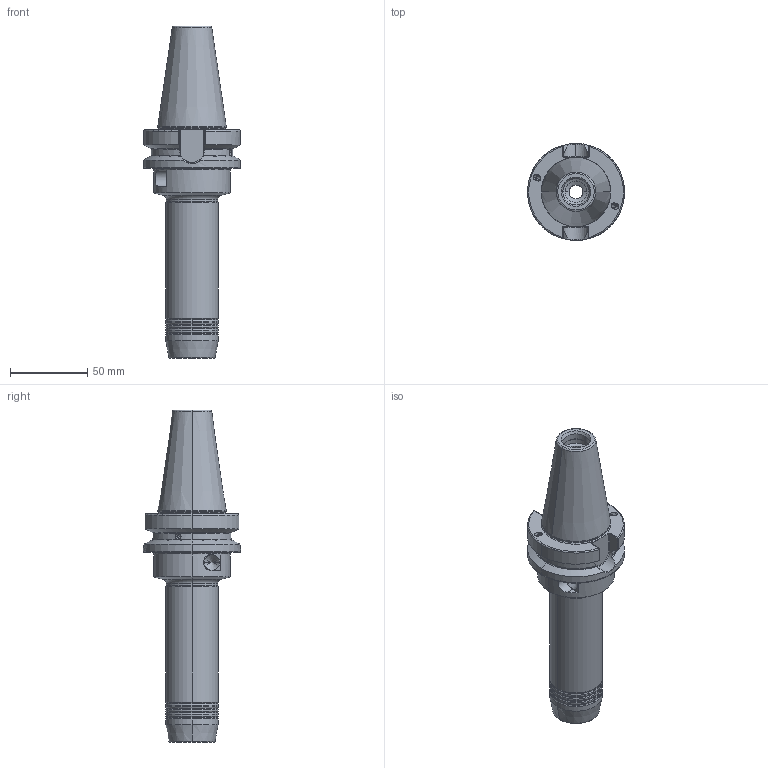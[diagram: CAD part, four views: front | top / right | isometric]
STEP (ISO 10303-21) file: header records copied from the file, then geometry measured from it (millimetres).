
FILE_DESCRIPTION (( 'STEP AP214' ), '1' );
FILE_NAME ('77.403.014 x150_step.STEP', '2022-06-22T05:18:24', ( '' ), ( '' ), 'SwSTEP 2.0', 'SolidWorks 2018', '' );
FILE_SCHEMA (( 'AUTOMOTIVE_DESIGN' ));
Length unit declared in the file: millimetre
Products named in the file (1): 77.403.014 x150_step
Bounding box: 62.95 x 62.95 x 215.4 mm (x, y, z)
Volume: 234933.3 mm3; surface area: 40752.3 mm2
Topology: 1 solids, 1 shells, 183 faces, 447 edges, 263 vertices
Faces by surface type: cylinder 64, cone 44, torus 42, plane 27, bspline 6
Entity records: 7522 total; most frequent: CARTESIAN_POINT 2805, DIRECTION 924, ORIENTED_EDGE 890, EDGE_CURVE 445, AXIS2_PLACEMENT_3D 393, VERTEX_POINT 263, CIRCLE 215, EDGE_LOOP 192
